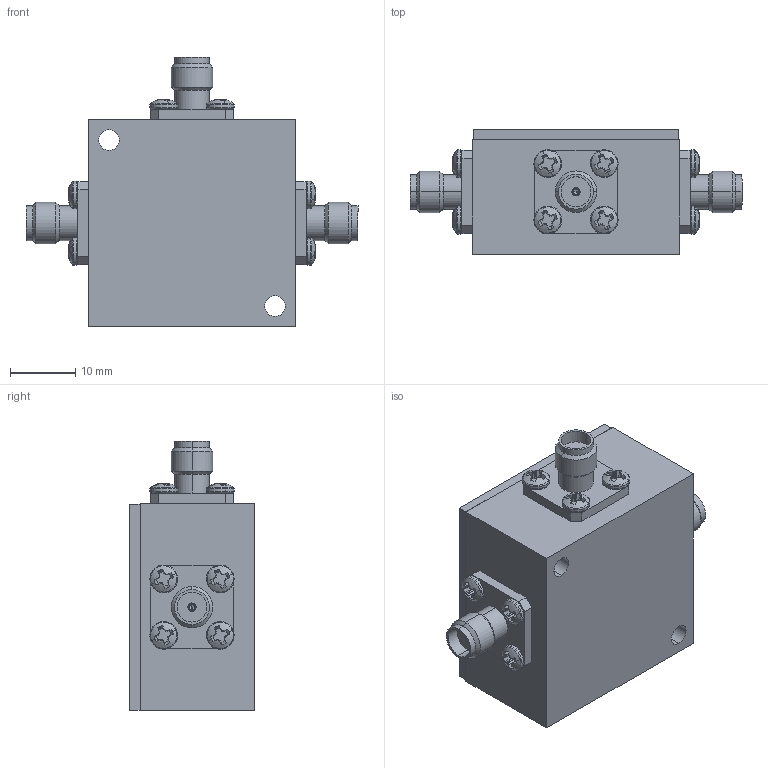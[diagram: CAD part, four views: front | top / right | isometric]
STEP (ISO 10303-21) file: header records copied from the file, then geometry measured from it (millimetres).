
FILE_DESCRIPTION (( 'STEP AP214' ), '1' );
FILE_NAME ('DC 202_B.STEP', '2022-08-01T14:07:18', ( '' ), ( '' ), 'SwSTEP 2.0', 'SolidWorks 2021', '' );
FILE_SCHEMA (( 'AUTOMOTIVE_DESIGN' ));
Length unit declared in the file: inch
Products named in the file (1): DC 202_B
Bounding box: 50.8 x 19.05 x 41.27 mm (x, y, z)
Volume: 20118.2 mm3; surface area: 11029 mm2
Topology: 20 solids, 20 shells, 1411 faces, 3855 edges, 2532 vertices
Faces by surface type: cylinder 693, plane 483, cone 126, torus 48, bspline 37, sphere 24
Entity records: 59336 total; most frequent: CARTESIAN_POINT 11934, DIRECTION 7791, ORIENTED_EDGE 7686, EDGE_CURVE 3843, AXIS2_PLACEMENT_3D 3049, VERTEX_POINT 2532, LINE 1693, VECTOR 1693
